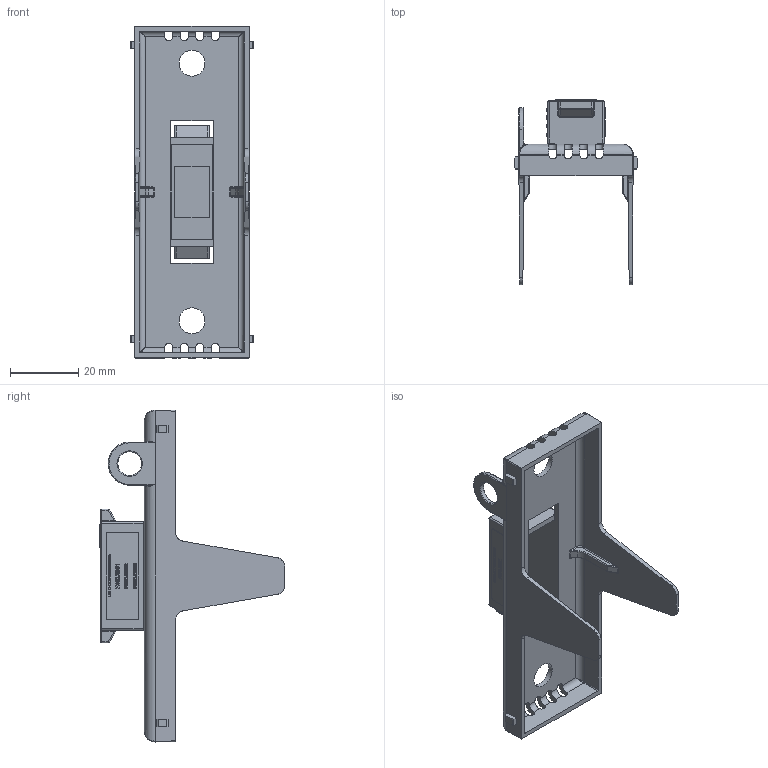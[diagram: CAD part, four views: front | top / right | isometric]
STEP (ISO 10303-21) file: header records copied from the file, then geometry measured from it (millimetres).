
FILE_DESCRIPTION (( 'STEP AP214' ), '1' );
FILE_NAME ('OUT-360389.STEP', '2024-04-09T12:29:23', ( '' ), ( '' ), 'SwSTEP 2.0', 'SolidWorks 2021', '' );
FILE_SCHEMA (( 'AUTOMOTIVE_DESIGN' ));
Length unit declared in the file: inch
Products named in the file (5): OUT-360389; 330838; 1203188_FBC60J30I; 1203655; 1203190
Assembly tree (4 placements, depth 2):
  OUT-360389
    330838
    1203190
    1203188_FBC60J30I
    1203655
Bounding box: 36.09 x 54.43 x 97.56 mm (x, y, z)
Volume: 11049.7 mm3; surface area: 16069.1 mm2
Topology: 4 solids, 4 shells, 2278 faces, 6050 edges, 3948 vertices
Faces by surface type: plane 1225, bspline 846, cylinder 167, torus 20, sphere 20
Entity records: 113499 total; most frequent: CARTESIAN_POINT 59903, ORIENTED_EDGE 12056, DIRECTION 7400, EDGE_CURVE 6028, LINE 3962, VECTOR 3962, VERTEX_POINT 3948, EDGE_LOOP 2494
